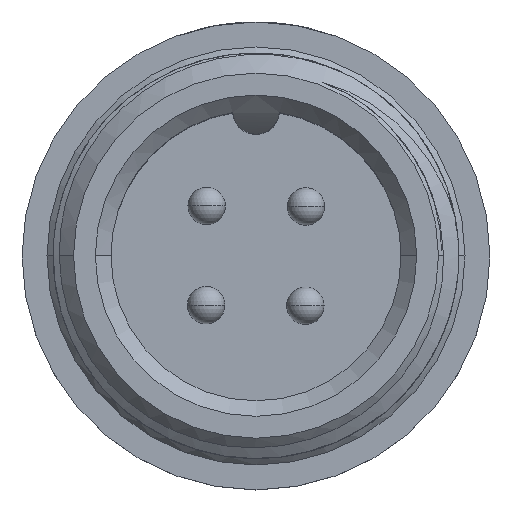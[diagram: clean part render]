
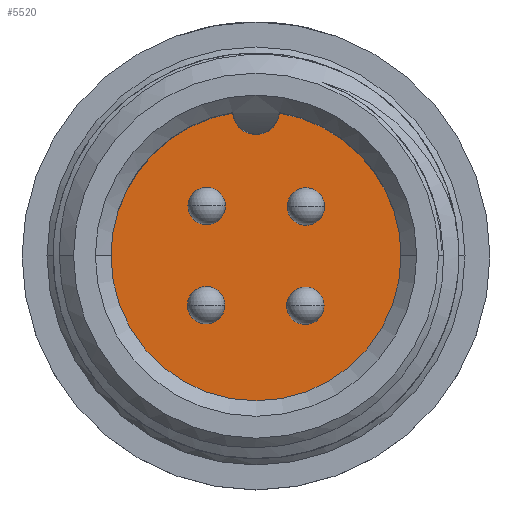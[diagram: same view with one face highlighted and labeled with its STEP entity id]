
A CAD part, top view. The second image highlights one B-rep face of the part: STEP entity #5520.
In plain terms, the highlighted planar face has unit normal (0, 0, 1).
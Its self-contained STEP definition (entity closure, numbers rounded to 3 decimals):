
#382 = DIRECTION ( 'NONE',  ( 0., 0., 1. ) ) ;
#623 = AXIS2_PLACEMENT_3D ( 'NONE', #15552, #17745, #3994 ) ;
#1517 = ORIENTED_EDGE ( 'NONE', *, *, #8111, .T. ) ;
#3355 = CIRCLE ( 'NONE', #9567, 4.65 ) ;
#3994 = DIRECTION ( 'NONE',  ( 1., 0., 0. ) ) ;
#4998 = EDGE_CURVE ( 'NONE', #19843, #12784, #6155, .T. ) ;
#5520 = ADVANCED_FACE ( 'NONE', ( #5870 ), #7714, .F. ) ;
#5870 = FACE_OUTER_BOUND ( 'NONE', #18266, .T. ) ;
#6091 = DIRECTION ( 'NONE',  ( 0., 0., -1. ) ) ;
#6155 = CIRCLE ( 'NONE', #623, 4.65 ) ;
#6588 = ORIENTED_EDGE ( 'NONE', *, *, #15787, .T. ) ;
#7714 = PLANE ( 'NONE',  #8404 ) ;
#8029 = DIRECTION ( 'NONE',  ( -1., 0., 0. ) ) ;
#8111 = EDGE_CURVE ( 'NONE', #10179, #19843, #15296, .T. ) ;
#8404 = AXIS2_PLACEMENT_3D ( 'NONE', #20720, #6091, #15699 ) ;
#9224 = CARTESIAN_POINT ( 'NONE',  ( 0., 4.65, 6.4 ) ) ;
#9479 = CARTESIAN_POINT ( 'NONE',  ( 0., 0., 6.4 ) ) ;
#9567 = AXIS2_PLACEMENT_3D ( 'NONE', #9479, #15957, #14343 ) ;
#9682 = AXIS2_PLACEMENT_3D ( 'NONE', #15270, #382, #20188 ) ;
#10179 = VERTEX_POINT ( 'NONE', #16955 ) ;
#10467 = ORIENTED_EDGE ( 'NONE', *, *, #11461, .T. ) ;
#11461 = EDGE_CURVE ( 'NONE', #12784, #19350, #16802, .T. ) ;
#12198 = CARTESIAN_POINT ( 'NONE',  ( 4.65, 0., 6.4 ) ) ;
#12310 = ORIENTED_EDGE ( 'NONE', *, *, #4998, .T. ) ;
#12668 = DIRECTION ( 'NONE',  ( 0., 0., -1. ) ) ;
#12784 = VERTEX_POINT ( 'NONE', #21193 ) ;
#14343 = DIRECTION ( 'NONE',  ( 1., 0., 0. ) ) ;
#14510 = CARTESIAN_POINT ( 'NONE',  ( -0.748, 4.59, 6.4 ) ) ;
#15270 = CARTESIAN_POINT ( 'NONE',  ( 0., 0., 6.4 ) ) ;
#15296 = CIRCLE ( 'NONE', #19736, 0.75 ) ;
#15552 = CARTESIAN_POINT ( 'NONE',  ( 0., 0., 6.4 ) ) ;
#15699 = DIRECTION ( 'NONE',  ( -1., 0., 0. ) ) ;
#15787 = EDGE_CURVE ( 'NONE', #19350, #10179, #3355, .T. ) ;
#15957 = DIRECTION ( 'NONE',  ( 0., 0., 1. ) ) ;
#16802 = CIRCLE ( 'NONE', #9682, 4.65 ) ;
#16955 = CARTESIAN_POINT ( 'NONE',  ( 0.748, 4.59, 6.4 ) ) ;
#17745 = DIRECTION ( 'NONE',  ( 0., 0., 1. ) ) ;
#18266 = EDGE_LOOP ( 'NONE', ( #12310, #10467, #6588, #1517 ) ) ;
#19350 = VERTEX_POINT ( 'NONE', #12198 ) ;
#19736 = AXIS2_PLACEMENT_3D ( 'NONE', #9224, #12668, #8029 ) ;
#19843 = VERTEX_POINT ( 'NONE', #14510 ) ;
#20188 = DIRECTION ( 'NONE',  ( 1., 0., 0. ) ) ;
#20720 = CARTESIAN_POINT ( 'NONE',  ( 0., 4.65, 6.4 ) ) ;
#21193 = CARTESIAN_POINT ( 'NONE',  ( -4.65, 0., 6.4 ) ) ;
